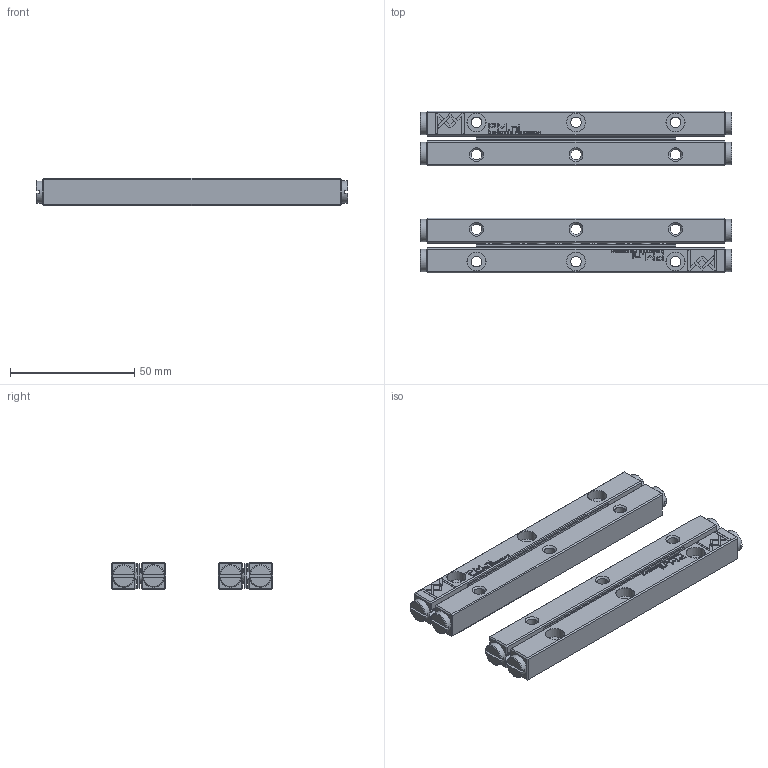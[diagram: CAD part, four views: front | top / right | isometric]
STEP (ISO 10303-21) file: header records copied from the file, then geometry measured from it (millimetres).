
FILE_DESCRIPTION(/* description */ (''),/* implementation_level */ '2;1');
FILE_NAME(/* name */ 'Set RSD-4120x11AA_stp_stp.stp',/* time_stamp */ '2025-05-21T16:08:54+02:00',/* author */ (''),/* organization */ (''),/* preprocessor_version */ 'ST-DEVELOPER v16.7',/* originating_system */ 'SIEMENS PLM Software NX 12.0',/* authorisation */ '');
FILE_SCHEMA (('AUTOMOTIVE_DESIGN { 1 0 10303 214 3 1 1 1 }'));
Products named in the file (1): Set RSD-4120x11AA_stp_stp
Bounding box: 125.4 x 65 x 11 mm (x, y, z)
Volume: 49847.3 mm3; surface area: 30260.2 mm2
Topology: 36 solids, 36 shells, 2270 faces, 5796 edges, 3758 vertices
Faces by surface type: plane 1412, cylinder 390, bspline 360, cone 108
Full cylindrical faces by diameter (mm): 2.6 x8, 3 x8, 3.2 x8, 4 x22, 4.2 x12, 7.5 x12, 9 x8
Entity records: 77098 total; most frequent: CARTESIAN_POINT 16603, ORIENTED_EDGE 11128, DIRECTION 9538, EDGE_CURVE 5564, LINE 3908, VECTOR 3908, VERTEX_POINT 3704, AXIS2_PLACEMENT_3D 2815
